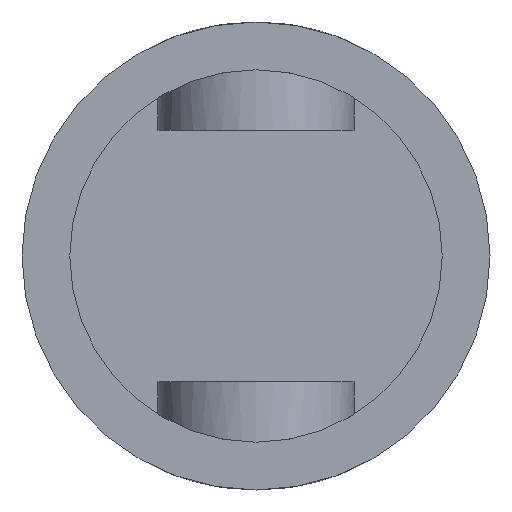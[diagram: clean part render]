
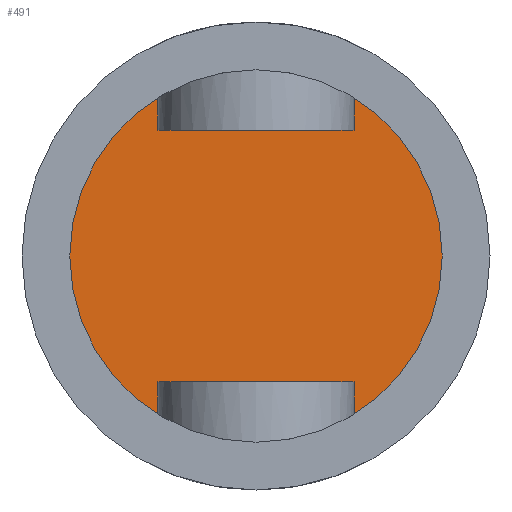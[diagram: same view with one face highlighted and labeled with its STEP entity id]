
A CAD part, front view. The second image highlights one B-rep face of the part: STEP entity #491.
In plain terms, the highlighted face is planar.
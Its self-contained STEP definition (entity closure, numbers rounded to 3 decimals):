
#5 = AXIS2_PLACEMENT_3D ( 'NONE', #1406, #440, #1525 ) ;
#95 = EDGE_CURVE ( 'NONE', #499, #1528, #183, .T. ) ;
#183 = CIRCLE ( 'NONE', #590, 37. ) ;
#243 = FACE_OUTER_BOUND ( 'NONE', #905, .T. ) ;
#380 = ORIENTED_EDGE ( 'NONE', *, *, #1451, .F. ) ;
#440 = DIRECTION ( 'NONE',  ( 0., 1., 0. ) ) ;
#491 = ADVANCED_FACE ( 'NONE', ( #243 ), #732, .T. ) ;
#499 = VERTEX_POINT ( 'NONE', #1154 ) ;
#590 = AXIS2_PLACEMENT_3D ( 'NONE', #1714, #616, #894 ) ;
#616 = DIRECTION ( 'NONE',  ( 0., 1., 0. ) ) ;
#625 = AXIS2_PLACEMENT_3D ( 'NONE', #742, #859, #1008 ) ;
#732 = PLANE ( 'NONE',  #625 ) ;
#742 = CARTESIAN_POINT ( 'NONE',  ( -37., -8.81, 0. ) ) ;
#859 = DIRECTION ( 'NONE',  ( 0., -1., 0. ) ) ;
#894 = DIRECTION ( 'NONE',  ( 0., 0., 1. ) ) ;
#905 = EDGE_LOOP ( 'NONE', ( #927, #380 ) ) ;
#927 = ORIENTED_EDGE ( 'NONE', *, *, #95, .F. ) ;
#1008 = DIRECTION ( 'NONE',  ( 0., 0., -1. ) ) ;
#1154 = CARTESIAN_POINT ( 'NONE',  ( 0., -8.81, 37. ) ) ;
#1380 = CIRCLE ( 'NONE', #5, 37. ) ;
#1406 = CARTESIAN_POINT ( 'NONE',  ( 0., -8.81, 0. ) ) ;
#1451 = EDGE_CURVE ( 'NONE', #1528, #499, #1380, .T. ) ;
#1461 = CARTESIAN_POINT ( 'NONE',  ( 0., -8.81, -37. ) ) ;
#1525 = DIRECTION ( 'NONE',  ( 0., 0., 1. ) ) ;
#1528 = VERTEX_POINT ( 'NONE', #1461 ) ;
#1714 = CARTESIAN_POINT ( 'NONE',  ( 0., -8.81, 0. ) ) ;
